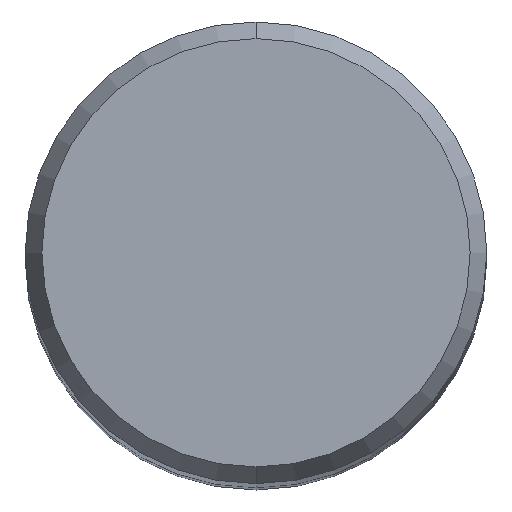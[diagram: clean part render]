
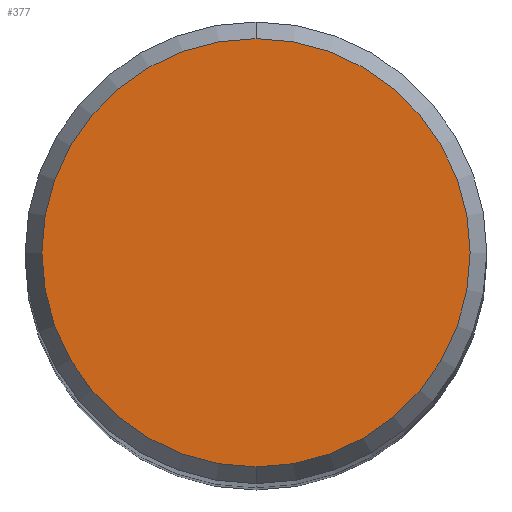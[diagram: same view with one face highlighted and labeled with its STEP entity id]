
A CAD part, top view. The second image highlights one B-rep face of the part: STEP entity #377.
In plain terms, the highlighted planar face has unit normal (0, 0, 1).
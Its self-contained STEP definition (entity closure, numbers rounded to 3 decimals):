
#187=VERTEX_POINT('',#458);
#205=EDGE_CURVE('',#223,#187,#479,.T.);
#223=VERTEX_POINT('',#500);
#357=EDGE_CURVE('',#187,#223,#644,.T.);
#377=ADVANCED_FACE('',(#665),#666,.T.);
#458=CARTESIAN_POINT('',(0.0,5.892,0.0));
#479=CIRCLE('',#899,5.892);
#500=CARTESIAN_POINT('',(0.,-5.892,0.0));
#644=CIRCLE('',#1214,5.892);
#665=FACE_OUTER_BOUND('',#1267,.T.);
#666=PLANE('',#1268);
#899=AXIS2_PLACEMENT_3D('',#1410,#1411,#1412);
#1214=AXIS2_PLACEMENT_3D('',#1588,#1589,#1590);
#1267=EDGE_LOOP('',(#1610,#1611));
#1268=AXIS2_PLACEMENT_3D('',#1612,#1613,#1614);
#1410=CARTESIAN_POINT('',(0.0,0.0,0.0));
#1411=DIRECTION('',(0.0,0.0,-1.0));
#1412=DIRECTION('',(0.0,1.0,0.0));
#1588=CARTESIAN_POINT('',(0.0,0.0,0.0));
#1589=DIRECTION('',(0.0,0.0,-1.0));
#1590=DIRECTION('',(0.0,1.0,0.0));
#1610=ORIENTED_EDGE('',*,*,#357,.F.);
#1611=ORIENTED_EDGE('',*,*,#205,.F.);
#1612=CARTESIAN_POINT('',(0.0,2.946,0.0));
#1613=DIRECTION('',(-0.0,0.0,1.0));
#1614=DIRECTION('',(0.0,-1.0,0.0));
